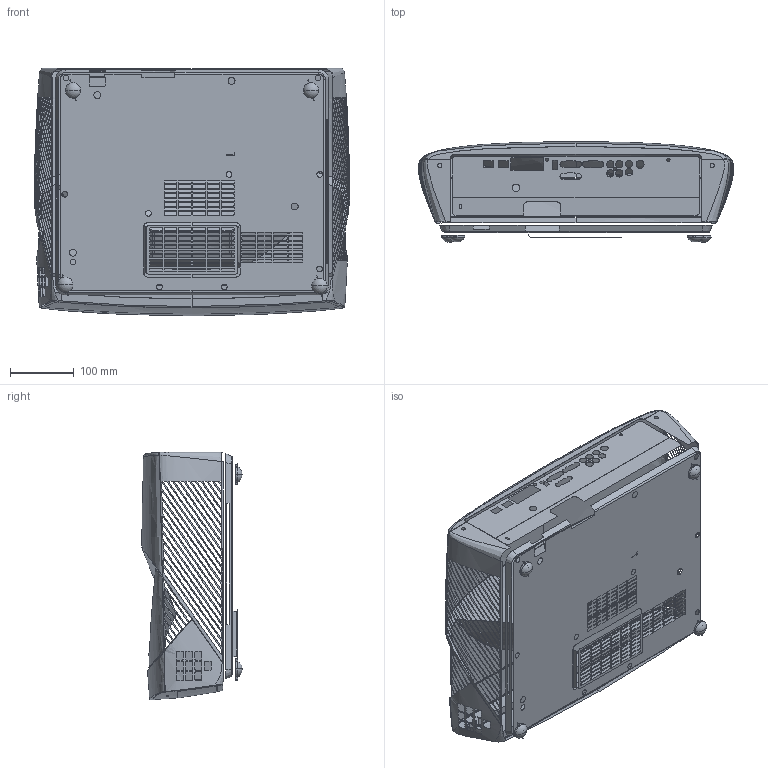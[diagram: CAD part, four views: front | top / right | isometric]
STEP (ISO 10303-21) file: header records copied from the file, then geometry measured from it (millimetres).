
FILE_DESCRIPTION((''),'2;1');
FILE_NAME('SINGLE','2020-05-12T',('ChenPet'),(''),'PRO/ENGINEER BY PARAMETRIC TECHNOLOGY CORPORATION, 2009440','PRO/ENGINEER BY PARAMETRIC TECHNOLOGY CORPORATION, 2009440','');
FILE_SCHEMA(('CONFIG_CONTROL_DESIGN'));
Products named in the file (1): SINGLE
Bounding box: 492.53 x 156.97 x 386.97 mm (x, y, z)
Surface area: 728321.6 mm2 (no closed solid volume)
Topology: 0 solids, 19 shells, 273 faces, 3158 edges, 2888 vertices
Faces by surface type: bspline 149, plane 54, extrusion 20, cone 20, sphere 16, cylinder 14
Entity records: 46108 total; most frequent: CARTESIAN_POINT 28943, ORIENTED_EDGE 3747, EDGE_CURVE 3142, VERTEX_POINT 2888, B_SPLINE_CURVE_WITH_KNOTS 2143, DIRECTION 1478, VECTOR 808, LINE 788
